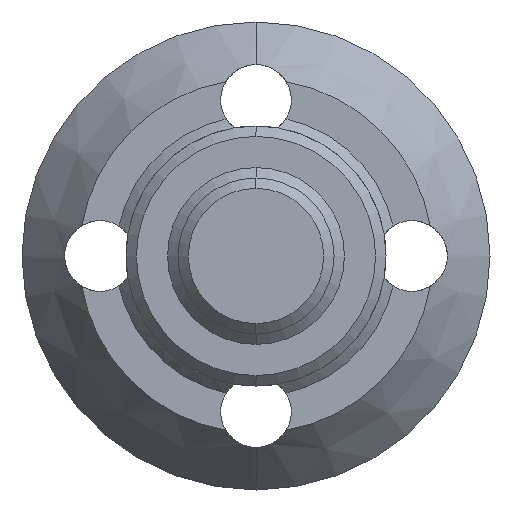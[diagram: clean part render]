
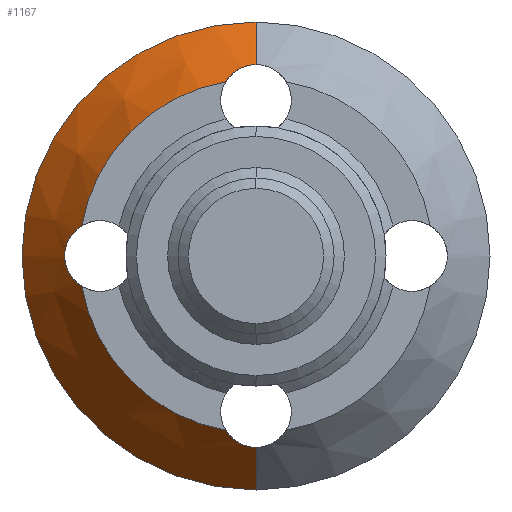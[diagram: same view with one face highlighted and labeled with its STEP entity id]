
A CAD part, left-side view. The second image highlights one B-rep face of the part: STEP entity #1167.
In plain terms, the highlighted conical face has half-angle 38.967 degrees and reference radius 22.5 mm.
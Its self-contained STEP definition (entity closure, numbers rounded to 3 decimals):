
#30 = EDGE_LOOP ( 'NONE', ( #531, #1776, #833, #1825, #1674, #859, #157, #308 ) ) ;
#32 = CARTESIAN_POINT ( 'NONE',  ( 49.729, 2.79, 16.958 ) ) ;
#35 = CARTESIAN_POINT ( 'NONE',  ( 51.133, 0.821, 18.303 ) ) ;
#36 = AXIS2_PLACEMENT_3D ( 'NONE', #1250, #1077, #2013 ) ;
#69 = EDGE_CURVE ( 'NONE', #1406, #249, #1984, .T. ) ;
#85 = DIRECTION ( 'NONE',  ( -1., 0., 0. ) ) ;
#120 = CARTESIAN_POINT ( 'NONE',  ( 51.217, 18.387, -0.344 ) ) ;
#130 = VERTEX_POINT ( 'NONE', #752 ) ;
#131 = CARTESIAN_POINT ( 'NONE',  ( 51.231, 0., -18.4 ) ) ;
#157 = ORIENTED_EDGE ( 'NONE', *, *, #1202, .T. ) ;
#186 = CARTESIAN_POINT ( 'NONE',  ( 51.218, 0.337, 18.387 ) ) ;
#190 = CARTESIAN_POINT ( 'NONE',  ( 56.3, 0., 22.5 ) ) ;
#216 = EDGE_CURVE ( 'NONE', #1443, #831, #551, .T. ) ;
#249 = VERTEX_POINT ( 'NONE', #1262 ) ;
#263 = CARTESIAN_POINT ( 'NONE',  ( 49.5, 2.916, -16.748 ) ) ;
#277 = CARTESIAN_POINT ( 'NONE',  ( 49.945, 17.159, -2.64 ) ) ;
#291 = CARTESIAN_POINT ( 'NONE',  ( 51.231, 18.4, 0.16 ) ) ;
#299 = CARTESIAN_POINT ( 'NONE',  ( 51.219, 0.332, -18.388 ) ) ;
#301 = B_SPLINE_CURVE_WITH_KNOTS ( 'NONE', 3,
 ( #1155, #32, #342, #1462, #487, #1628, #644, #1783, #807, #1932, #987, #35, #1158, #186, #1313, #345 ),
 .UNSPECIFIED., .F., .F.,
 ( 4, 2, 2, 2, 2, 2, 2, 4 ),
 ( 0., 0.001, 0.001, 0.002, 0.002, 0.003, 0.003, 0.004 ),
 .UNSPECIFIED. ) ;
#308 = ORIENTED_EDGE ( 'NONE', *, *, #2026, .F. ) ;
#311 = CARTESIAN_POINT ( 'NONE',  ( 49.5, 0., 0. ) ) ;
#342 = CARTESIAN_POINT ( 'NONE',  ( 49.945, 2.639, 17.16 ) ) ;
#345 = CARTESIAN_POINT ( 'NONE',  ( 51.231, 0., 18.4 ) ) ;
#359 = B_SPLINE_CURVE_WITH_KNOTS ( 'NONE', 3,
 ( #1956, #1251, #277, #1395, #431, #1562, #574, #1719, #745, #1872, #911, #2022, #1093, #120, #1258, #291, #1404, #436, #1568, #586, #1724, #748, #1882, #922, #2028, #1100 ),
 .UNSPECIFIED., .F., .F.,
 ( 4, 2, 2, 2, 2, 2, 2, 2, 2, 2, 2, 2, 4 ),
 ( 0., 0.001, 0.001, 0.002, 0.002, 0.003, 0.003, 0.004, 0.004, 0.005, 0.006, 0.007, 0.008 ),
 .UNSPECIFIED. ) ;
#380 = CARTESIAN_POINT ( 'NONE',  ( 49.5, 16.748, -2.916 ) ) ;
#431 = CARTESIAN_POINT ( 'NONE',  ( 50.342, 17.535, -2.27 ) ) ;
#436 = CARTESIAN_POINT ( 'NONE',  ( 51.171, 18.341, 0.654 ) ) ;
#451 = CARTESIAN_POINT ( 'NONE',  ( 51.133, 0.821, -18.303 ) ) ;
#463 = DIRECTION ( 'NONE',  ( 0., 0., 1. ) ) ;
#470 = CONICAL_SURFACE ( 'NONE', #1914, 22.5, 0.68 ) ;
#487 = CARTESIAN_POINT ( 'NONE',  ( 50.343, 2.269, 17.536 ) ) ;
#531 = ORIENTED_EDGE ( 'NONE', *, *, #1346, .T. ) ;
#541 = VERTEX_POINT ( 'NONE', #717 ) ;
#551 = CIRCLE ( 'NONE', #36, 17. ) ;
#574 = CARTESIAN_POINT ( 'NONE',  ( 50.614, 17.797, -1.939 ) ) ;
#586 = CARTESIAN_POINT ( 'NONE',  ( 50.995, 18.167, 1.277 ) ) ;
#602 = CARTESIAN_POINT ( 'NONE',  ( 50.858, 1.565, -18.033 ) ) ;
#644 = CARTESIAN_POINT ( 'NONE',  ( 50.616, 1.937, 17.798 ) ) ;
#701 = VECTOR ( 'NONE', #1247, 1000. ) ;
#717 = CARTESIAN_POINT ( 'NONE',  ( 51.231, 0., 18.4 ) ) ;
#745 = CARTESIAN_POINT ( 'NONE',  ( 50.849, 18.024, -1.561 ) ) ;
#748 = CARTESIAN_POINT ( 'NONE',  ( 50.54, 17.724, 2.055 ) ) ;
#752 = CARTESIAN_POINT ( 'NONE',  ( 49.5, 16.748, 2.916 ) ) ;
#767 = CARTESIAN_POINT ( 'NONE',  ( 50.35, 2.274, -17.542 ) ) ;
#771 = AXIS2_PLACEMENT_3D ( 'NONE', #311, #1423, #463 ) ;
#807 = CARTESIAN_POINT ( 'NONE',  ( 50.851, 1.558, 18.026 ) ) ;
#831 = VERTEX_POINT ( 'NONE', #263 ) ;
#833 = ORIENTED_EDGE ( 'NONE', *, *, #1817, .T. ) ;
#859 = ORIENTED_EDGE ( 'NONE', *, *, #216, .F. ) ;
#892 = DIRECTION ( 'NONE',  ( 1., 0., 0. ) ) ;
#911 = CARTESIAN_POINT ( 'NONE',  ( 51.038, 18.21, -1.133 ) ) ;
#922 = CARTESIAN_POINT ( 'NONE',  ( 49.946, 17.161, 2.639 ) ) ;
#932 = CIRCLE ( 'NONE', #1578, 22.5 ) ;
#940 = CARTESIAN_POINT ( 'NONE',  ( 49.729, 2.79, -16.958 ) ) ;
#987 = CARTESIAN_POINT ( 'NONE',  ( 51.04, 1.128, 18.211 ) ) ;
#1007 = CARTESIAN_POINT ( 'NONE',  ( 51.231, 0., -18.4 ) ) ;
#1046 = CARTESIAN_POINT ( 'NONE',  ( 56.3, 0., 0. ) ) ;
#1077 = DIRECTION ( 'NONE',  ( -1., 0., 0. ) ) ;
#1093 = CARTESIAN_POINT ( 'NONE',  ( 51.168, 18.338, -0.669 ) ) ;
#1100 = CARTESIAN_POINT ( 'NONE',  ( 49.5, 16.748, 2.916 ) ) ;
#1114 = CARTESIAN_POINT ( 'NONE',  ( 49.5, 2.916, 16.748 ) ) ;
#1155 = CARTESIAN_POINT ( 'NONE',  ( 49.5, 2.916, 16.748 ) ) ;
#1158 = CARTESIAN_POINT ( 'NONE',  ( 51.169, 0.663, 18.339 ) ) ;
#1167 = ADVANCED_FACE ( 'NONE', ( #1371 ), #470, .T. ) ;
#1202 = EDGE_CURVE ( 'NONE', #1443, #130, #359, .T. ) ;
#1213 = DIRECTION ( 'NONE',  ( 0., 0., 1. ) ) ;
#1229 = EDGE_CURVE ( 'NONE', #1406, #831, #1692, .T. ) ;
#1236 = VECTOR ( 'NONE', #1757, 1000. ) ;
#1241 = VERTEX_POINT ( 'NONE', #1114 ) ;
#1247 = DIRECTION ( 'NONE',  ( 0.778, 0., -0.629 ) ) ;
#1250 = CARTESIAN_POINT ( 'NONE',  ( 49.5, 0., 0. ) ) ;
#1251 = CARTESIAN_POINT ( 'NONE',  ( 49.729, 16.958, -2.79 ) ) ;
#1258 = CARTESIAN_POINT ( 'NONE',  ( 51.231, 18.4, -0.174 ) ) ;
#1262 = CARTESIAN_POINT ( 'NONE',  ( 56.3, 0., -22.5 ) ) ;
#1301 = EDGE_CURVE ( 'NONE', #541, #1366, #1653, .T. ) ;
#1313 = CARTESIAN_POINT ( 'NONE',  ( 51.231, 0.167, 18.4 ) ) ;
#1346 = EDGE_CURVE ( 'NONE', #1241, #541, #301, .T. ) ;
#1366 = VERTEX_POINT ( 'NONE', #190 ) ;
#1371 = FACE_OUTER_BOUND ( 'NONE', #30, .T. ) ;
#1395 = CARTESIAN_POINT ( 'NONE',  ( 50.245, 17.443, -2.368 ) ) ;
#1403 = DIRECTION ( 'NONE',  ( 0., 0., -1. ) ) ;
#1404 = CARTESIAN_POINT ( 'NONE',  ( 51.219, 18.388, 0.326 ) ) ;
#1406 = VERTEX_POINT ( 'NONE', #1007 ) ;
#1419 = CARTESIAN_POINT ( 'NONE',  ( 51.17, 0.659, -18.34 ) ) ;
#1423 = DIRECTION ( 'NONE',  ( -1., 0., 0. ) ) ;
#1443 = VERTEX_POINT ( 'NONE', #380 ) ;
#1462 = CARTESIAN_POINT ( 'NONE',  ( 50.247, 2.367, 17.444 ) ) ;
#1562 = CARTESIAN_POINT ( 'NONE',  ( 50.526, 17.711, -2.056 ) ) ;
#1568 = CARTESIAN_POINT ( 'NONE',  ( 51.135, 18.305, 0.816 ) ) ;
#1578 = AXIS2_PLACEMENT_3D ( 'NONE', #1046, #85, #1213 ) ;
#1584 = CARTESIAN_POINT ( 'NONE',  ( 50.994, 1.281, -18.166 ) ) ;
#1601 = CARTESIAN_POINT ( 'NONE',  ( 56.3, 0., 22.5 ) ) ;
#1628 = CARTESIAN_POINT ( 'NONE',  ( 50.528, 2.054, 17.713 ) ) ;
#1653 = LINE ( 'NONE', #1601, #1236 ) ;
#1674 = ORIENTED_EDGE ( 'NONE', *, *, #1229, .T. ) ;
#1692 = B_SPLINE_CURVE_WITH_KNOTS ( 'NONE', 3,
 ( #131, #1886, #299, #1419, #451, #1584, #602, #1743, #767, #1890, #940, #2046 ),
 .UNSPECIFIED., .F., .F.,
 ( 4, 2, 2, 2, 2, 4 ),
 ( 0.004, 0.004, 0.005, 0.006, 0.007, 0.008 ),
 .UNSPECIFIED. ) ;
#1719 = CARTESIAN_POINT ( 'NONE',  ( 50.776, 17.953, -1.692 ) ) ;
#1724 = CARTESIAN_POINT ( 'NONE',  ( 50.86, 18.034, 1.562 ) ) ;
#1743 = CARTESIAN_POINT ( 'NONE',  ( 50.538, 2.057, -17.723 ) ) ;
#1757 = DIRECTION ( 'NONE',  ( 0.778, 0., 0.629 ) ) ;
#1776 = ORIENTED_EDGE ( 'NONE', *, *, #1301, .T. ) ;
#1783 = CARTESIAN_POINT ( 'NONE',  ( 50.777, 1.689, 17.954 ) ) ;
#1817 = EDGE_CURVE ( 'NONE', #1366, #249, #932, .T. ) ;
#1825 = ORIENTED_EDGE ( 'NONE', *, *, #69, .F. ) ;
#1872 = CARTESIAN_POINT ( 'NONE',  ( 50.98, 18.153, -1.282 ) ) ;
#1882 = CARTESIAN_POINT ( 'NONE',  ( 50.351, 17.543, 2.272 ) ) ;
#1886 = CARTESIAN_POINT ( 'NONE',  ( 51.231, 0.167, -18.4 ) ) ;
#1890 = CARTESIAN_POINT ( 'NONE',  ( 49.946, 2.639, -17.16 ) ) ;
#1914 = AXIS2_PLACEMENT_3D ( 'NONE', #2043, #892, #1403 ) ;
#1932 = CARTESIAN_POINT ( 'NONE',  ( 50.982, 1.278, 18.154 ) ) ;
#1956 = CARTESIAN_POINT ( 'NONE',  ( 49.5, 16.748, -2.916 ) ) ;
#1984 = LINE ( 'NONE', #2042, #701 ) ;
#1992 = CIRCLE ( 'NONE', #771, 17. ) ;
#2013 = DIRECTION ( 'NONE',  ( 0., 0., 1. ) ) ;
#2022 = CARTESIAN_POINT ( 'NONE',  ( 51.132, 18.302, -0.826 ) ) ;
#2026 = EDGE_CURVE ( 'NONE', #1241, #130, #1992, .T. ) ;
#2028 = CARTESIAN_POINT ( 'NONE',  ( 49.729, 16.958, 2.79 ) ) ;
#2042 = CARTESIAN_POINT ( 'NONE',  ( 56.3, 0., -22.5 ) ) ;
#2043 = CARTESIAN_POINT ( 'NONE',  ( 56.3, 0., 0. ) ) ;
#2046 = CARTESIAN_POINT ( 'NONE',  ( 49.5, 2.916, -16.748 ) ) ;
